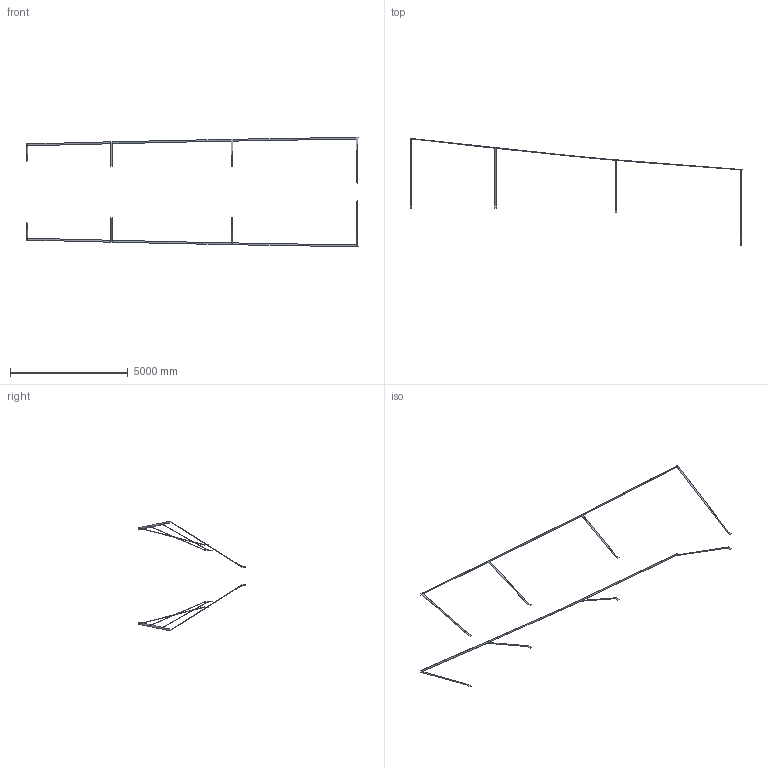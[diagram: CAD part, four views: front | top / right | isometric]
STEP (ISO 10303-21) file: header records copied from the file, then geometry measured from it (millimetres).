
FILE_DESCRIPTION (( 'STEP AP203' ), '1' );
FILE_NAME ('Control Gondola Left Side Strut.STEP', '2013-04-21T18:02:26', ( '' ), ( '' ), 'SwSTEP 2.0', 'SolidWorks 2013', '' );
FILE_SCHEMA (( 'CONFIG_CONTROL_DESIGN' ));
Length unit declared in the file: inch
Products named in the file (1): Control Gondola Left Side Strut
Bounding box: 14083.29 x 4543.55 x 4659.16 mm (x, y, z)
Volume: 22514825.5 mm3; surface area: 8576818.8 mm2
Topology: 2 solids, 2 shells, 112 faces, 282 edges, 174 vertices
Faces by surface type: plane 84, bspline 28
Entity records: 5251 total; most frequent: CARTESIAN_POINT 2877, ORIENTED_EDGE 564, DIRECTION 312, EDGE_CURVE 282, VERTEX_POINT 174, VECTOR 142, LINE 142, B_SPLINE_CURVE_WITH_KNOTS 140
